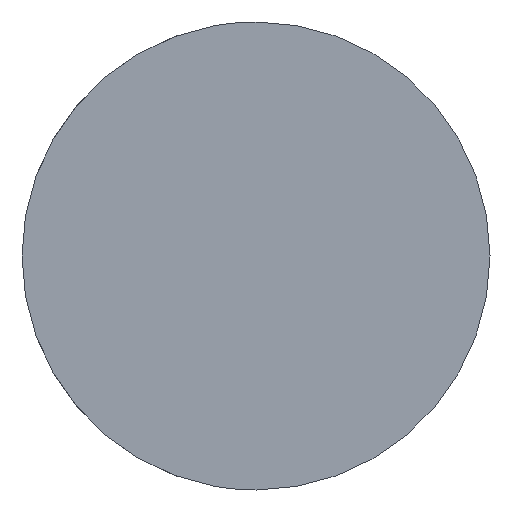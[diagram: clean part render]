
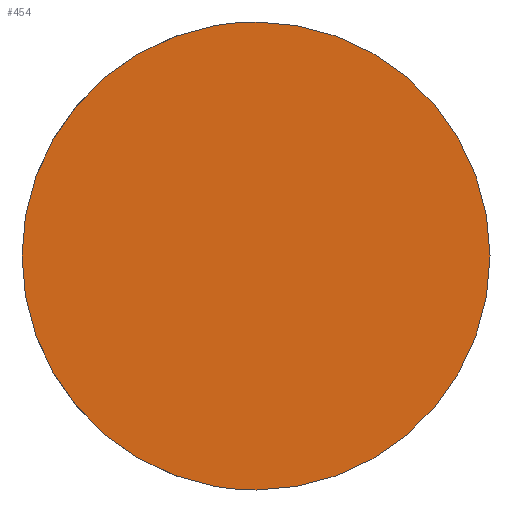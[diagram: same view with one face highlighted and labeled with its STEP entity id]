
A CAD part, front view. The second image highlights one B-rep face of the part: STEP entity #454.
In plain terms, the highlighted planar face has unit normal (0, -1, 0).
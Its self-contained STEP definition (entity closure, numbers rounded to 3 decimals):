
#28 = AXIS2_PLACEMENT_3D ( 'NONE', #115, #265, #232 ) ;
#44 = CARTESIAN_POINT ( 'NONE',  ( -2.272, 0., -12.292 ) ) ;
#63 = VERTEX_POINT ( 'NONE', #104 ) ;
#68 = DIRECTION ( 'NONE',  ( 0., 1., 0. ) ) ;
#77 = DIRECTION ( 'NONE',  ( 0., 1., 0. ) ) ;
#82 = DIRECTION ( 'NONE',  ( 0., 0., 1. ) ) ;
#104 = CARTESIAN_POINT ( 'NONE',  ( -2.272, 0., 12.292 ) ) ;
#109 = AXIS2_PLACEMENT_3D ( 'NONE', #446, #77, #151 ) ;
#111 = EDGE_CURVE ( 'NONE', #285, #463, #218, .T. ) ;
#115 = CARTESIAN_POINT ( 'NONE',  ( 0., 0., 0. ) ) ;
#118 = EDGE_CURVE ( 'NONE', #463, #63, #253, .T. ) ;
#130 = DIRECTION ( 'NONE',  ( 0., 0., 1. ) ) ;
#131 = ORIENTED_EDGE ( 'NONE', *, *, #118, .F. ) ;
#151 = DIRECTION ( 'NONE',  ( 0., 0., 1. ) ) ;
#152 = AXIS2_PLACEMENT_3D ( 'NONE', #202, #432, #130 ) ;
#159 = DIRECTION ( 'NONE',  ( 0., 1., 0. ) ) ;
#180 = VERTEX_POINT ( 'NONE', #423 ) ;
#187 = AXIS2_PLACEMENT_3D ( 'NONE', #298, #159, #235 ) ;
#202 = CARTESIAN_POINT ( 'NONE',  ( 0., 0., 0. ) ) ;
#208 = EDGE_CURVE ( 'NONE', #63, #180, #224, .T. ) ;
#218 = CIRCLE ( 'NONE', #187, 12.5 ) ;
#224 = CIRCLE ( 'NONE', #28, 12.5 ) ;
#232 = DIRECTION ( 'NONE',  ( 0., 0., 1. ) ) ;
#235 = DIRECTION ( 'NONE',  ( 0., 0., 1. ) ) ;
#244 = ORIENTED_EDGE ( 'NONE', *, *, #208, .F. ) ;
#248 = EDGE_LOOP ( 'NONE', ( #363, #244, #131, #257 ) ) ;
#250 = AXIS2_PLACEMENT_3D ( 'NONE', #408, #68, #82 ) ;
#252 = PLANE ( 'NONE',  #250 ) ;
#253 = CIRCLE ( 'NONE', #109, 12.5 ) ;
#257 = ORIENTED_EDGE ( 'NONE', *, *, #111, .F. ) ;
#265 = DIRECTION ( 'NONE',  ( 0., 1., 0. ) ) ;
#285 = VERTEX_POINT ( 'NONE', #428 ) ;
#298 = CARTESIAN_POINT ( 'NONE',  ( 0., 0., 0. ) ) ;
#327 = FACE_OUTER_BOUND ( 'NONE', #248, .T. ) ;
#334 = CIRCLE ( 'NONE', #152, 12.5 ) ;
#337 = EDGE_CURVE ( 'NONE', #180, #285, #334, .T. ) ;
#363 = ORIENTED_EDGE ( 'NONE', *, *, #337, .F. ) ;
#408 = CARTESIAN_POINT ( 'NONE',  ( 0., 0., 0. ) ) ;
#423 = CARTESIAN_POINT ( 'NONE',  ( 0., 0., 12.5 ) ) ;
#428 = CARTESIAN_POINT ( 'NONE',  ( 0., 0., -12.5 ) ) ;
#432 = DIRECTION ( 'NONE',  ( 0., 1., 0. ) ) ;
#446 = CARTESIAN_POINT ( 'NONE',  ( 0., 0., 0. ) ) ;
#454 = ADVANCED_FACE ( 'NONE', ( #327 ), #252, .F. ) ;
#463 = VERTEX_POINT ( 'NONE', #44 ) ;
